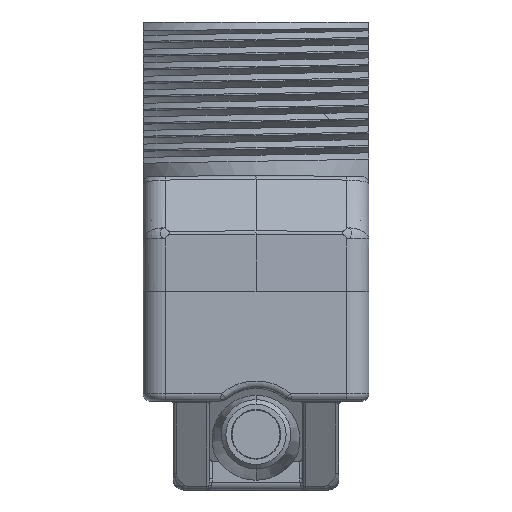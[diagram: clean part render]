
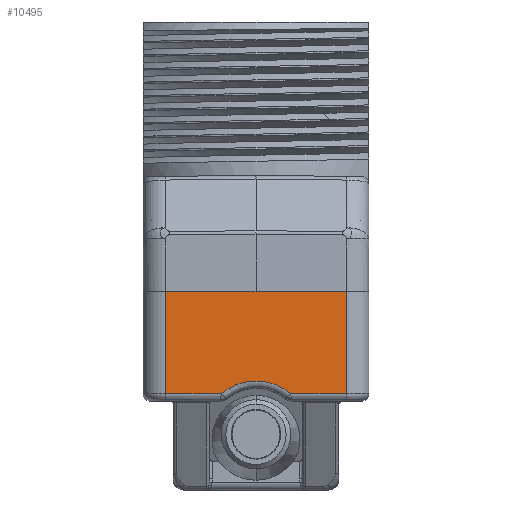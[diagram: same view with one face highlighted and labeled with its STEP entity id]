
A CAD part, front view. The second image highlights one B-rep face of the part: STEP entity #10495.
In plain terms, the highlighted planar face has unit normal (0, -1, 0).
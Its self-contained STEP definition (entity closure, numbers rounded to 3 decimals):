
#2126=CARTESIAN_POINT('',(-2.305,-17.25,
-6.8));
#2153=CARTESIAN_POINT('',(0.,-17.25,-9.5));
#2154=DIRECTION('',(0.,1.,0.));
#2155=DIRECTION('',(-0.649,0.,0.761));
#2156=AXIS2_PLACEMENT_3D('',#2153,#2154,#2155);
#2158=CARTESIAN_POINT('',(2.305,-17.25,
-6.8));
#2188=DIRECTION('',(-1.,0.,0.));
#2189=VECTOR('',#2188,3.695);
#2190=CARTESIAN_POINT('',(6.,-17.25,-6.8));
#2191=LINE('',#2190,#2189);
#2201=DIRECTION('',(1.,0.,0.));
#2202=VECTOR('',#2201,6.);
#2203=CARTESIAN_POINT('',(-6.,-17.25,0.));
#2204=LINE('',#2203,#2202);
#2205=DIRECTION('',(1.,0.,0.));
#2206=VECTOR('',#2205,6.);
#2207=CARTESIAN_POINT('',(0.,-17.25,0.));
#2208=LINE('',#2207,#2206);
#2438=DIRECTION('',(0.,0.,1.));
#2439=VECTOR('',#2438,6.8);
#2440=CARTESIAN_POINT('',(6.,-17.25,-6.8));
#2441=LINE('',#2440,#2439);
#4259=DIRECTION('',(-1.,0.,0.));
#4260=VECTOR('',#4259,3.695);
#4261=CARTESIAN_POINT('',(-2.305,-17.25,
-6.8));
#4262=LINE('',#4261,#4260);
#4296=DIRECTION('',(0.,0.,-1.));
#4297=VECTOR('',#4296,6.8);
#4298=CARTESIAN_POINT('',(-6.,-17.25,0.));
#4299=LINE('',#4298,#4297);
#7864=CARTESIAN_POINT('',(6.,-17.25,-6.8));
#7865=VERTEX_POINT('',#7864);
#7882=CARTESIAN_POINT('',(-6.,-17.25,-6.8));
#7883=VERTEX_POINT('',#7882);
#7888=CARTESIAN_POINT('',(-6.,-17.25,0.));
#7889=VERTEX_POINT('',#7888);
#7890=CARTESIAN_POINT('',(6.,-17.25,0.));
#7891=VERTEX_POINT('',#7890);
#7892=VERTEX_POINT('',#2158);
#7896=VERTEX_POINT('',#2126);
#7938=CARTESIAN_POINT('',(0.,-17.25,0.));
#7940=VERTEX_POINT('',#7938);
#10477=CARTESIAN_POINT('',(0.,-17.25,0.));
#10478=DIRECTION('',(0.,1.,0.));
#10479=DIRECTION('',(1.,0.,0.));
#10480=AXIS2_PLACEMENT_3D('',#10477,#10478,#10479);
#10481=PLANE('',#10480);
#10482=ORIENTED_EDGE('',*,*,#8373,.T.);
#10484=ORIENTED_EDGE('',*,*,#10483,.T.);
#10486=ORIENTED_EDGE('',*,*,#10485,.F.);
#10487=ORIENTED_EDGE('',*,*,#10468,.T.);
#10488=ORIENTED_EDGE('',*,*,#10408,.F.);
#10490=ORIENTED_EDGE('',*,*,#10489,.T.);
#10492=ORIENTED_EDGE('',*,*,#10491,.F.);
#10493=EDGE_LOOP('',(#10482,#10484,#10486,#10487,#10488,#10490,#10492));
#10494=FACE_OUTER_BOUND('',#10493,.F.);
#10495=ADVANCED_FACE('',(#10494),#10481,.F.);
#2157=CIRCLE('',#2156,3.55);
#8373=EDGE_CURVE('',#7889,#7940,#2204,.T.);
#10408=EDGE_CURVE('',#7896,#7892,#2157,.T.);
#10468=EDGE_CURVE('',#7865,#7892,#2191,.T.);
#10483=EDGE_CURVE('',#7940,#7891,#2208,.T.);
#10485=EDGE_CURVE('',#7865,#7891,#2441,.T.);
#10489=EDGE_CURVE('',#7896,#7883,#4262,.T.);
#10491=EDGE_CURVE('',#7889,#7883,#4299,.T.);
